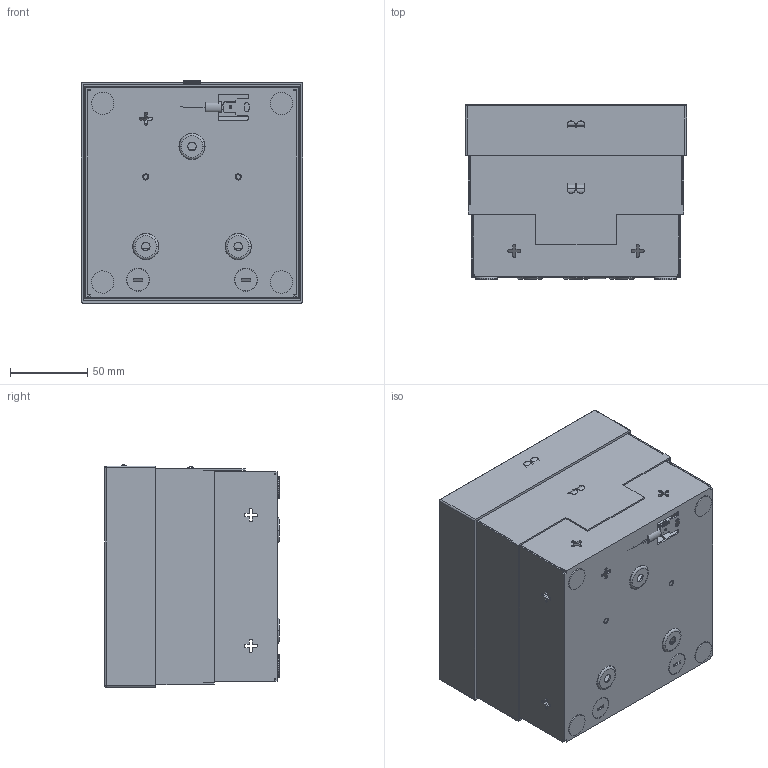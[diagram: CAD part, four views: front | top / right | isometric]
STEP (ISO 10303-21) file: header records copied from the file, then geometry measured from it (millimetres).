
FILE_DESCRIPTION (( 'STEP AP214' ), '1' );
FILE_NAME ('7368342.STEP', '2020-02-14T14:03:53', ( '' ), ( '' ), 'SwSTEP 2.0', 'SolidWorks 2018', '' );
FILE_SCHEMA (( 'AUTOMOTIVE_DESIGN' ));
Length unit declared in the file: millimetre
Products named in the file (38): P_39410282_13_Standard; 132771_Standard; 52058G8_Standard; 121679T1_39412574 (Edelstah); 099620_35mm f〉 Schnurrausl. GE2V; 121007_39412560 (Edelstahl); P_39410286_3_Standard; 120953_Standard; P_39410286_1_Standard; 120937_abgebogener Erdungsanschluss; 35104466_Standard; 121661_39412572 (Edelstahl); 136932; 132893_39412596 (Griffb“el, VA); 127071; 42576c_Standard; 05052808_Standard; 121682; P_39410282_12_Standard; 121679_39412574 (Edelstahl); 136471; 132772_Standard; 127272_Standard; 42389C_Einbausituation GE2; 132892_39412594 (f〉 Griffb“el, vernickelt); P_40949508_6_Standard; 121678; 121005_39412560 T1 (Edelstahl); P_39410286_2_Standard; 7368342; P_39411020_1_Standard; 35011900_mit Selbstsichrungseinsatz; 127291; 157654; P_4038207_1_Standard; 35104390_Standard; 133671_abgebogener Erdungsanschluss; 134251_Standard
Assembly tree (55 placements, depth 4):
  7368342
    133671_abgebogener Erdungsanschluss
      120937_abgebogener Erdungsanschluss
      127071
      127291
    121007_39412560 (Edelstahl)
      120953_Standard
      121005_39412560 T1 (Edelstahl)
      42389C_Einbausituation GE2  x4
    121682
      121661_39412572 (Edelstahl)
      121678
      121679_39412574 (Edelstahl)
        121679T1_39412574 (Edelstah)
        05052808_Standard  x2
        P_4038207_1_Standard
      132772_Standard
        132892_39412594 (f〉 Griffb“el, vernickelt)
        099620_35mm f〉 Schnurrausl. GE2V  x2
        132893_39412596 (Griffb“el, VA)
        132771_Standard
        134251_Standard
      35104390_Standard  x2
      42576c_Standard  x4
      35011900_mit Selbstsichrungseinsatz  x2
      P_39411020_1_Standard
      134251_Standard
      P_40949508_6_Standard
    127272_Standard
    136471
    136932
    52058G8_Standard  x4
    35104466_Standard  x4
    P_39411020_1_Standard
    P_39410282_13_Standard
      P_39410282_12_Standard
      P_39410286_3_Standard
        P_39410286_1_Standard
        P_39410286_2_Standard
    157654
Bounding box: 143.5 x 113.5 x 144.36 mm (x, y, z)
Volume: 367461.7 mm3; surface area: 508313.3 mm2
Topology: 50 solids, 50 shells, 2247 faces, 5965 edges, 3841 vertices
Faces by surface type: plane 1414, cylinder 568, torus 95, cone 84, bspline 62, sphere 24
Entity records: 65861 total; most frequent: CARTESIAN_POINT 13758, ORIENTED_EDGE 9550, DIRECTION 9087, EDGE_CURVE 4775, LINE 3423, VECTOR 3423, VERTEX_POINT 3109, AXIS2_PLACEMENT_3D 2832
